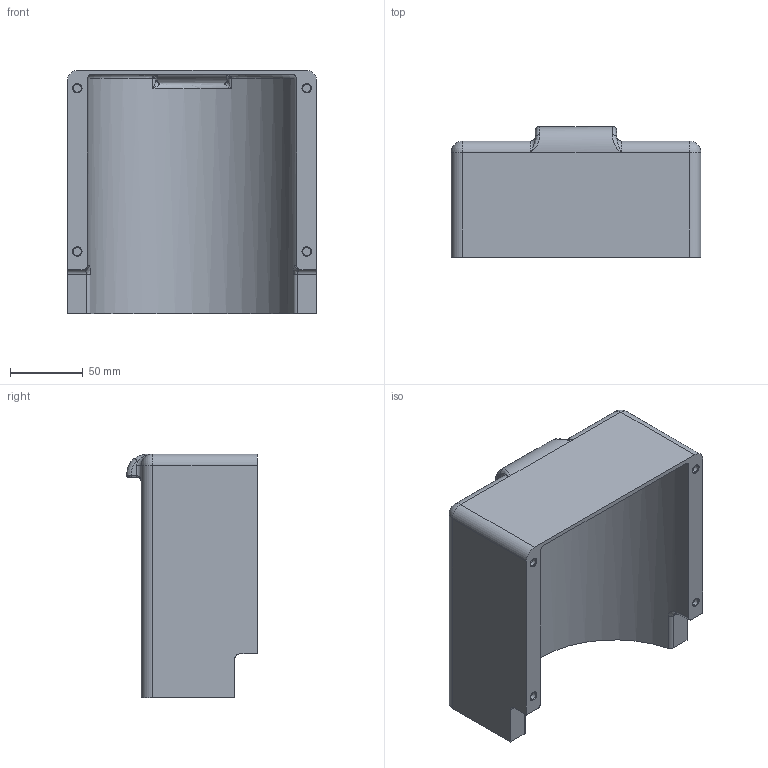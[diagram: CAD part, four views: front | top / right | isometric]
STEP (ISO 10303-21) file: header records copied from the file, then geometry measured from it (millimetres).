
FILE_DESCRIPTION (( 'STEP AP214' ), '1' );
FILE_NAME ('Back.STEP', '2024-08-19T13:24:48', ( '' ), ( '' ), 'SwSTEP 2.0', 'SolidWorks 2024', '' );
FILE_SCHEMA (( 'AUTOMOTIVE_DESIGN' ));
Length unit declared in the file: millimetre
Products named in the file (1): Back
Bounding box: 172 x 90 x 168.04 mm (x, y, z)
Volume: 945543.8 mm3; surface area: 124610.2 mm2
Topology: 1 solids, 1 shells, 132 faces, 307 edges, 177 vertices
Faces by surface type: cylinder 50, bspline 30, plane 29, torus 13, cone 8, sphere 2
Entity records: 5286 total; most frequent: CARTESIAN_POINT 2457, ORIENTED_EDGE 598, DIRECTION 577, EDGE_CURVE 299, AXIS2_PLACEMENT_3D 237, VERTEX_POINT 177, EDGE_LOOP 142, CIRCLE 134
